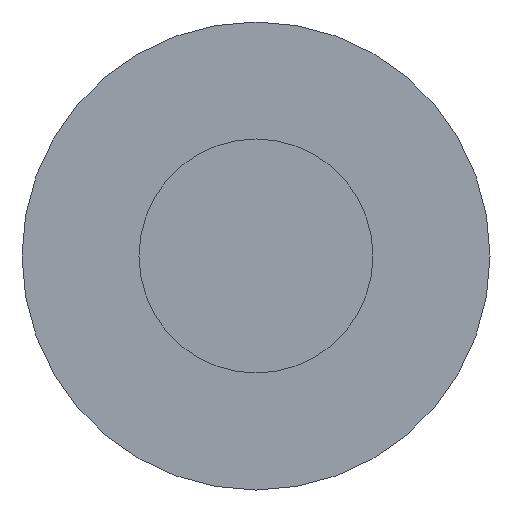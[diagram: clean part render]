
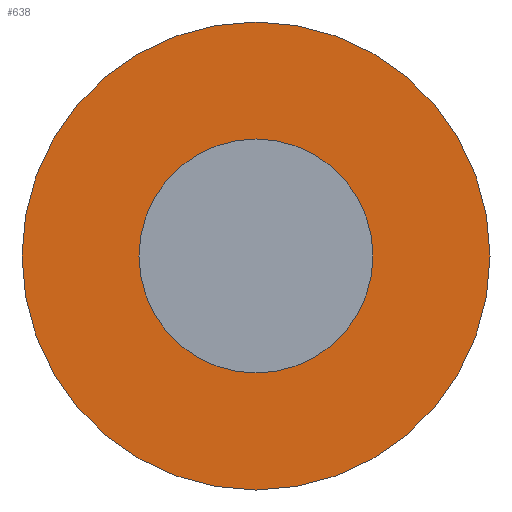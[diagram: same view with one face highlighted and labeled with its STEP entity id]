
A CAD part, front view. The second image highlights one B-rep face of the part: STEP entity #638.
In plain terms, the highlighted face is planar.
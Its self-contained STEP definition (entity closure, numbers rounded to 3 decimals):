
#238=CARTESIAN_POINT('',(19.,0.,0.));
#239=DIRECTION('',(1.,0.,0.));
#240=DIRECTION('',(0.,-1.,0.));
#241=AXIS2_PLACEMENT_3D('',#238,#239,#240);
#246=CARTESIAN_POINT('',(19.,0.,0.));
#247=DIRECTION('',(1.,0.,0.));
#248=DIRECTION('',(0.,1.,0.));
#249=AXIS2_PLACEMENT_3D('',#246,#247,#248);
#254=CARTESIAN_POINT('',(19.,0.,0.));
#255=DIRECTION('',(-1.,0.,0.));
#256=DIRECTION('',(0.,0.,-1.));
#257=AXIS2_PLACEMENT_3D('',#254,#255,#256);
#262=CARTESIAN_POINT('',(19.,0.,0.));
#263=DIRECTION('',(-1.,0.,0.));
#264=DIRECTION('',(0.,0.,1.));
#265=AXIS2_PLACEMENT_3D('',#262,#263,#264);
#343=CARTESIAN_POINT('',(19.,0.,2.));
#344=VERTEX_POINT('',#343);
#345=CARTESIAN_POINT('',(19.,0.,-2.));
#346=VERTEX_POINT('',#345);
#351=CARTESIAN_POINT('',(19.,-4.,0.));
#352=VERTEX_POINT('',#351);
#353=CARTESIAN_POINT('',(19.,4.,0.));
#354=VERTEX_POINT('',#353);
#623=CARTESIAN_POINT('',(19.,0.,0.));
#624=DIRECTION('',(1.,0.,0.));
#625=DIRECTION('',(0.,1.,0.));
#626=AXIS2_PLACEMENT_3D('',#623,#624,#625);
#627=PLANE('',#626);
#628=ORIENTED_EDGE('',*,*,#589,.F.);
#629=ORIENTED_EDGE('',*,*,#609,.F.);
#630=EDGE_LOOP('',(#628,#629));
#631=FACE_OUTER_BOUND('',#630,.F.);
#633=ORIENTED_EDGE('',*,*,#632,.F.);
#635=ORIENTED_EDGE('',*,*,#634,.F.);
#636=EDGE_LOOP('',(#633,#635));
#637=FACE_BOUND('',#636,.F.);
#242=CIRCLE('',#241,4.);
#250=CIRCLE('',#249,4.);
#258=CIRCLE('',#257,2.);
#266=CIRCLE('',#265,2.);
#589=EDGE_CURVE('',#352,#354,#242,.T.);
#609=EDGE_CURVE('',#354,#352,#250,.T.);
#632=EDGE_CURVE('',#346,#344,#258,.T.);
#634=EDGE_CURVE('',#344,#346,#266,.T.);
#638=ADVANCED_FACE('',(#631,#637),#627,.T.);
